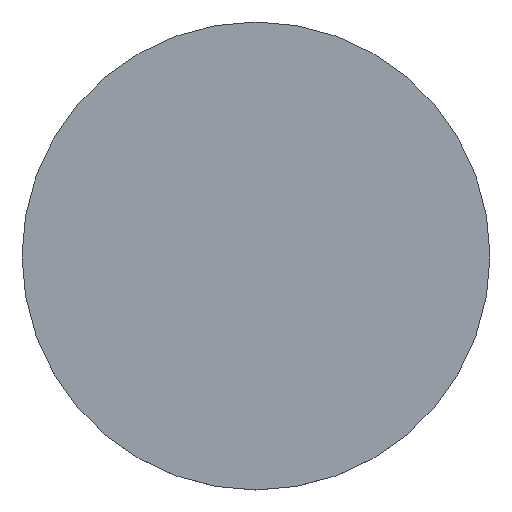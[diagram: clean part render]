
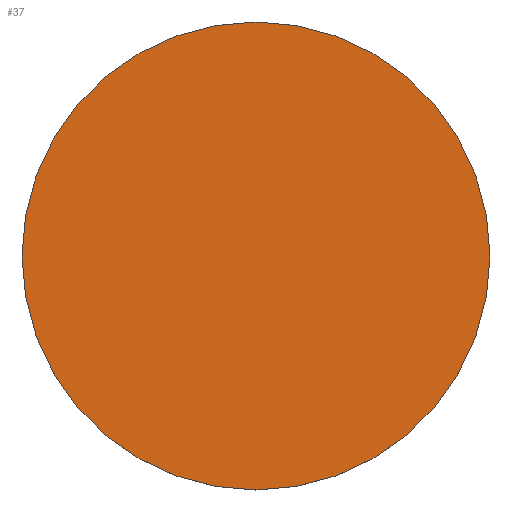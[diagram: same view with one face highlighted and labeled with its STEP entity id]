
A CAD part, top view. The second image highlights one B-rep face of the part: STEP entity #37.
In plain terms, the highlighted planar face has unit normal (0, 0, 1).
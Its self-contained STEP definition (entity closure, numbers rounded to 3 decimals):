
#17 = DIRECTION ( 'NONE',  ( 1., 0., 0. ) ) ;
#19 = DIRECTION ( 'NONE',  ( 1., 0., 0. ) ) ;
#20 = FACE_OUTER_BOUND ( 'NONE', #58, .T. ) ;
#30 = CIRCLE ( 'NONE', #167, 25.4 ) ;
#37 = ADVANCED_FACE ( 'NONE', ( #20 ), #129, .T. ) ;
#46 = VERTEX_POINT ( 'NONE', #112 ) ;
#50 = CARTESIAN_POINT ( 'NONE',  ( 0., 0., 1. ) ) ;
#58 = EDGE_LOOP ( 'NONE', ( #108, #166 ) ) ;
#73 = CARTESIAN_POINT ( 'NONE',  ( -25.4, 0., 1. ) ) ;
#75 = CARTESIAN_POINT ( 'NONE',  ( 0., 0., 1. ) ) ;
#84 = EDGE_CURVE ( 'NONE', #46, #153, #120, .T. ) ;
#89 = DIRECTION ( 'NONE',  ( 0., 0., 1. ) ) ;
#99 = DIRECTION ( 'NONE',  ( 0., 0., 1. ) ) ;
#106 = AXIS2_PLACEMENT_3D ( 'NONE', #50, #99, #19 ) ;
#108 = ORIENTED_EDGE ( 'NONE', *, *, #128, .T. ) ;
#112 = CARTESIAN_POINT ( 'NONE',  ( 25.4, 0., 1. ) ) ;
#118 = CARTESIAN_POINT ( 'NONE',  ( 0., 0., 1. ) ) ;
#120 = CIRCLE ( 'NONE', #145, 25.4 ) ;
#128 = EDGE_CURVE ( 'NONE', #153, #46, #30, .T. ) ;
#129 = PLANE ( 'NONE',  #106 ) ;
#142 = DIRECTION ( 'NONE',  ( 1., 0., 0. ) ) ;
#145 = AXIS2_PLACEMENT_3D ( 'NONE', #75, #154, #17 ) ;
#153 = VERTEX_POINT ( 'NONE', #73 ) ;
#154 = DIRECTION ( 'NONE',  ( 0., 0., 1. ) ) ;
#166 = ORIENTED_EDGE ( 'NONE', *, *, #84, .T. ) ;
#167 = AXIS2_PLACEMENT_3D ( 'NONE', #118, #89, #142 ) ;
